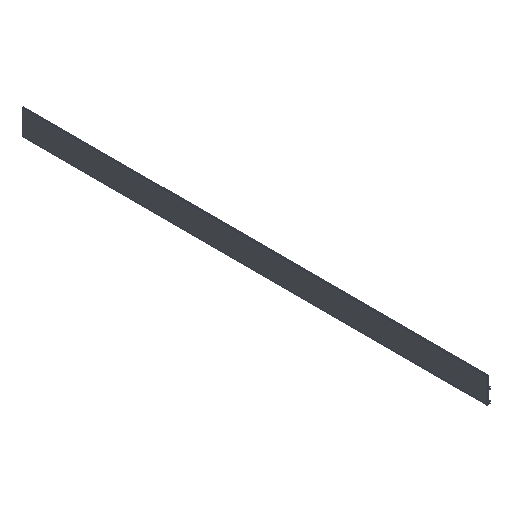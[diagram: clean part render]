
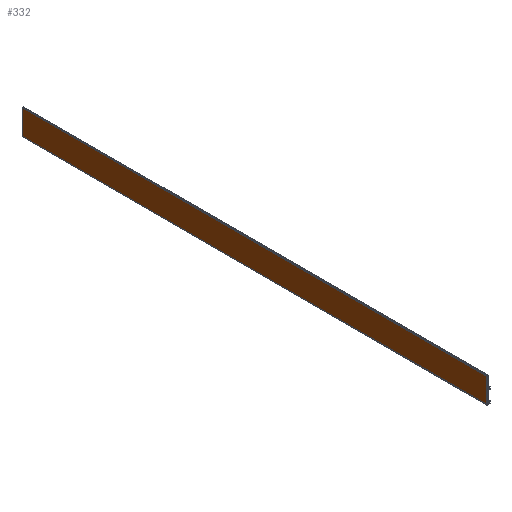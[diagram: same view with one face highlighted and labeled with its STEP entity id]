
A CAD part, isometric view. The second image highlights one B-rep face of the part: STEP entity #332.
In plain terms, the highlighted planar face has unit normal (-1, 0, 0).
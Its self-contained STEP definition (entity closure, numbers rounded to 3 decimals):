
#9 = LINE ( 'NONE', #610, #139 ) ;
#22 = VERTEX_POINT ( 'NONE', #389 ) ;
#25 = ORIENTED_EDGE ( 'NONE', *, *, #178, .F. ) ;
#48 = VERTEX_POINT ( 'NONE', #187 ) ;
#139 = VECTOR ( 'NONE', #276, 1000. ) ;
#156 = CARTESIAN_POINT ( 'NONE',  ( -3.3, -900., -31.2 ) ) ;
#174 = DIRECTION ( 'NONE',  ( 0., 1., 0. ) ) ;
#178 = EDGE_CURVE ( 'NONE', #48, #651, #9, .T. ) ;
#187 = CARTESIAN_POINT ( 'NONE',  ( -3.3, 100., -31.2 ) ) ;
#206 = CARTESIAN_POINT ( 'NONE',  ( -3.3, -900., 22. ) ) ;
#220 = LINE ( 'NONE', #490, #336 ) ;
#246 = ORIENTED_EDGE ( 'NONE', *, *, #790, .T. ) ;
#263 = LINE ( 'NONE', #206, #789 ) ;
#276 = DIRECTION ( 'NONE',  ( 0., 0., 1. ) ) ;
#278 = VERTEX_POINT ( 'NONE', #417 ) ;
#305 = VECTOR ( 'NONE', #676, 1000. ) ;
#332 = ADVANCED_FACE ( 'NONE', ( #362 ), #581, .T. ) ;
#336 = VECTOR ( 'NONE', #480, 1000. ) ;
#351 = ORIENTED_EDGE ( 'NONE', *, *, #523, .T. ) ;
#362 = FACE_OUTER_BOUND ( 'NONE', #674, .T. ) ;
#389 = CARTESIAN_POINT ( 'NONE',  ( -3.3, -900., -31.2 ) ) ;
#416 = CARTESIAN_POINT ( 'NONE',  ( -3.3, -900., -31.2 ) ) ;
#417 = CARTESIAN_POINT ( 'NONE',  ( -3.3, -900., 22. ) ) ;
#479 = LINE ( 'NONE', #416, #305 ) ;
#480 = DIRECTION ( 'NONE',  ( 0., 1., 0. ) ) ;
#490 = CARTESIAN_POINT ( 'NONE',  ( -3.3, -900., -31.2 ) ) ;
#498 = DIRECTION ( 'NONE',  ( 0., 0., 1. ) ) ;
#523 = EDGE_CURVE ( 'NONE', #278, #651, #263, .T. ) ;
#581 = PLANE ( 'NONE',  #705 ) ;
#610 = CARTESIAN_POINT ( 'NONE',  ( -3.3, 100., -31.2 ) ) ;
#651 = VERTEX_POINT ( 'NONE', #656 ) ;
#656 = CARTESIAN_POINT ( 'NONE',  ( -3.3, 100., 22. ) ) ;
#674 = EDGE_LOOP ( 'NONE', ( #25, #754, #246, #351 ) ) ;
#676 = DIRECTION ( 'NONE',  ( 0., 0., 1. ) ) ;
#705 = AXIS2_PLACEMENT_3D ( 'NONE', #156, #777, #498 ) ;
#754 = ORIENTED_EDGE ( 'NONE', *, *, #853, .F. ) ;
#777 = DIRECTION ( 'NONE',  ( -1., 0., 0. ) ) ;
#789 = VECTOR ( 'NONE', #174, 1000. ) ;
#790 = EDGE_CURVE ( 'NONE', #22, #278, #479, .T. ) ;
#853 = EDGE_CURVE ( 'NONE', #22, #48, #220, .T. ) ;
